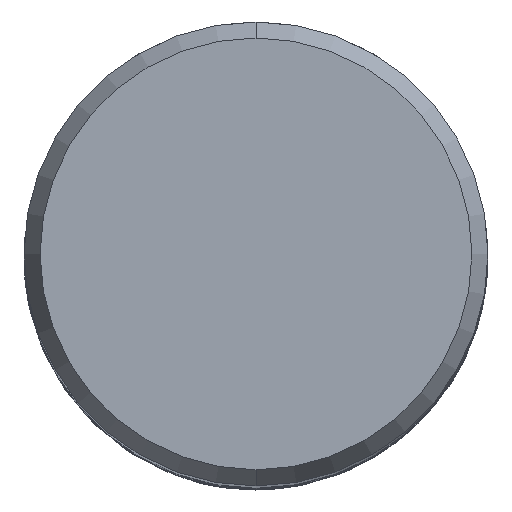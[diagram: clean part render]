
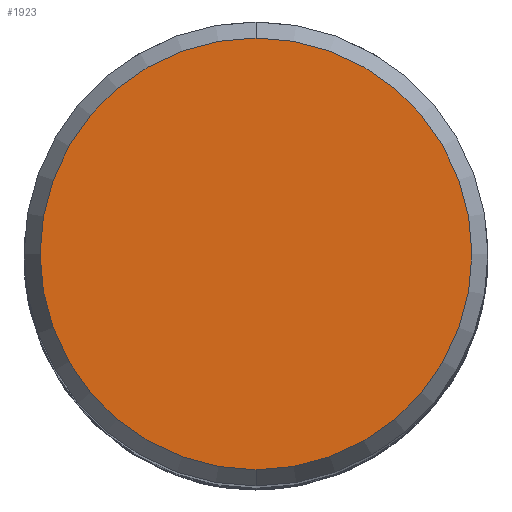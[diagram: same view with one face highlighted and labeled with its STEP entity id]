
A CAD part, top view. The second image highlights one B-rep face of the part: STEP entity #1923.
In plain terms, the highlighted planar face has unit normal (0, 0, 1).
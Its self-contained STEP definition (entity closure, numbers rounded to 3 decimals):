
#1329=EDGE_CURVE('',#1735,#1803,#2781,.T.);
#1735=VERTEX_POINT('',#3227);
#1803=VERTEX_POINT('',#3304);
#1861=EDGE_CURVE('',#1803,#1735,#3363,.T.);
#1923=ADVANCED_FACE('',(#3429),#3430,.T.);
#2781=CIRCLE('',#10304,9.307);
#3227=CARTESIAN_POINT('',(0.0,9.307,0.0));
#3304=CARTESIAN_POINT('',(0.,-9.307,0.0));
#3363=CIRCLE('',#17652,9.307);
#3429=FACE_OUTER_BOUND('',#18221,.T.);
#3430=PLANE('',#18222);
#10304=AXIS2_PLACEMENT_3D('',#22148,#22149,#22150);
#17652=AXIS2_PLACEMENT_3D('',#22716,#22717,#22718);
#18221=EDGE_LOOP('',(#22780,#22781));
#18222=AXIS2_PLACEMENT_3D('',#22782,#22783,#22784);
#22148=CARTESIAN_POINT('',(0.0,0.0,0.0));
#22149=DIRECTION('',(0.0,0.0,-1.0));
#22150=DIRECTION('',(0.0,1.0,0.0));
#22716=CARTESIAN_POINT('',(0.0,0.0,0.0));
#22717=DIRECTION('',(0.0,0.0,-1.0));
#22718=DIRECTION('',(0.0,1.0,0.0));
#22780=ORIENTED_EDGE('',*,*,#1329,.F.);
#22781=ORIENTED_EDGE('',*,*,#1861,.F.);
#22782=CARTESIAN_POINT('',(0.0,4.654,0.0));
#22783=DIRECTION('',(-0.0,0.0,1.0));
#22784=DIRECTION('',(0.0,-1.0,0.0));
